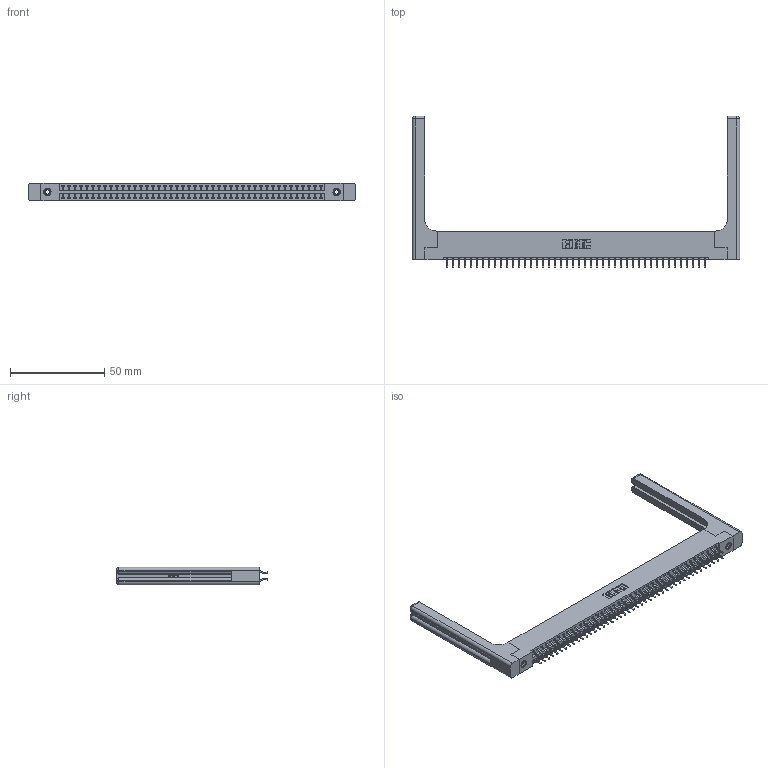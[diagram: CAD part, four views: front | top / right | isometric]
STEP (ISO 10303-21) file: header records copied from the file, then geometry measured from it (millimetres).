
FILE_DESCRIPTION (( 'STEP AP203' ), '1' );
FILE_NAME ('396-088-556-258.STEP', '2019-10-31T01:33:52', ( '' ), ( '' ), 'SwSTEP 2.0', 'SolidWorks 2016', '' );
FILE_SCHEMA (( 'CONFIG_CONTROL_DESIGN' ));
Length unit declared in the file: inch
Products named in the file (5): 345-250-001_345-250-001-102; 346-220-058_345-220-058; 396-088-556-258; 346 Part_Flush Mounting Lugs - 0.156 Dia-TH; 345-292-001_556 Tail
Assembly tree (93 placements, depth 2):
  396-088-556-258
    346 Part_Flush Mounting Lugs - 0.156 Dia-TH
    345-292-001_556 Tail  x88
    345-250-001_345-250-001-102  x2
    346-220-058_345-220-058  x2
Bounding box: 173.76 x 80.53 x 9.4 mm (x, y, z)
Volume: 24450.2 mm3; surface area: 28229.6 mm2
Topology: 93 solids, 93 shells, 5482 faces, 16219 edges, 10674 vertices
Faces by surface type: plane 3656, cylinder 1766, bspline 36, cone 12, sphere 8, torus 4
Entity records: 33848 total; most frequent: CARTESIAN_POINT 6597, ORIENTED_EDGE 5316, DIRECTION 4786, EDGE_CURVE 2658, VECTOR 2250, LINE 2250, VERTEX_POINT 1762, AXIS2_PLACEMENT_3D 1268
